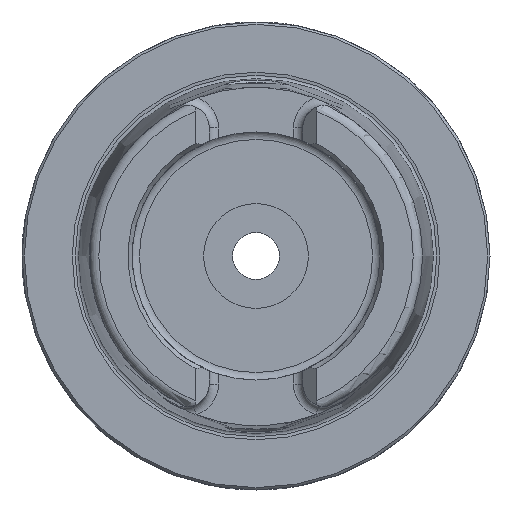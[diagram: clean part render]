
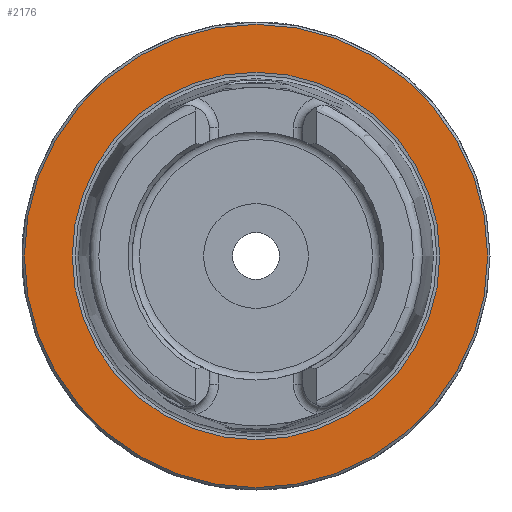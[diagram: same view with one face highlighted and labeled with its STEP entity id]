
A CAD part, left-side view. The second image highlights one B-rep face of the part: STEP entity #2176.
In plain terms, the highlighted planar face has unit normal (-1, 0, 0).
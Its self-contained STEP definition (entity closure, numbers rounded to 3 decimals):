
#102=FACE_BOUND('',#472,.T.);
#139=PLANE('',#2461);
#334=FACE_OUTER_BOUND('',#471,.T.);
#471=EDGE_LOOP('',(#1997));
#472=EDGE_LOOP('',(#1998));
#825=CIRCLE('',#2460,39.275);
#826=CIRCLE('',#2462,49.5);
#1049=VERTEX_POINT('',#4670);
#1050=VERTEX_POINT('',#4674);
#1370=EDGE_CURVE('',#1049,#1049,#825,.T.);
#1371=EDGE_CURVE('',#1050,#1050,#826,.T.);
#1997=ORIENTED_EDGE('',*,*,#1371,.F.);
#1998=ORIENTED_EDGE('',*,*,#1370,.T.);
#2176=ADVANCED_FACE('',(#334,#102),#139,.T.);
#2460=AXIS2_PLACEMENT_3D('',#4672,#3089,#3090);
#2461=AXIS2_PLACEMENT_3D('',#4673,#3091,#3092);
#2462=AXIS2_PLACEMENT_3D('',#4675,#3093,#3094);
#3089=DIRECTION('center_axis',(1.,0.,0.));
#3090=DIRECTION('ref_axis',(0.,0.,-1.));
#3091=DIRECTION('center_axis',(-1.,0.,0.));
#3092=DIRECTION('ref_axis',(0.,0.,1.));
#3093=DIRECTION('center_axis',(1.,0.,0.));
#3094=DIRECTION('ref_axis',(0.,0.,-1.));
#4670=CARTESIAN_POINT('',(0.,-39.275,0.));
#4672=CARTESIAN_POINT('Origin',(0.,0.,0.));
#4673=CARTESIAN_POINT('Origin',(0.,49.5,0.));
#4674=CARTESIAN_POINT('',(0.,-49.5,0.));
#4675=CARTESIAN_POINT('Origin',(0.,0.,0.));
